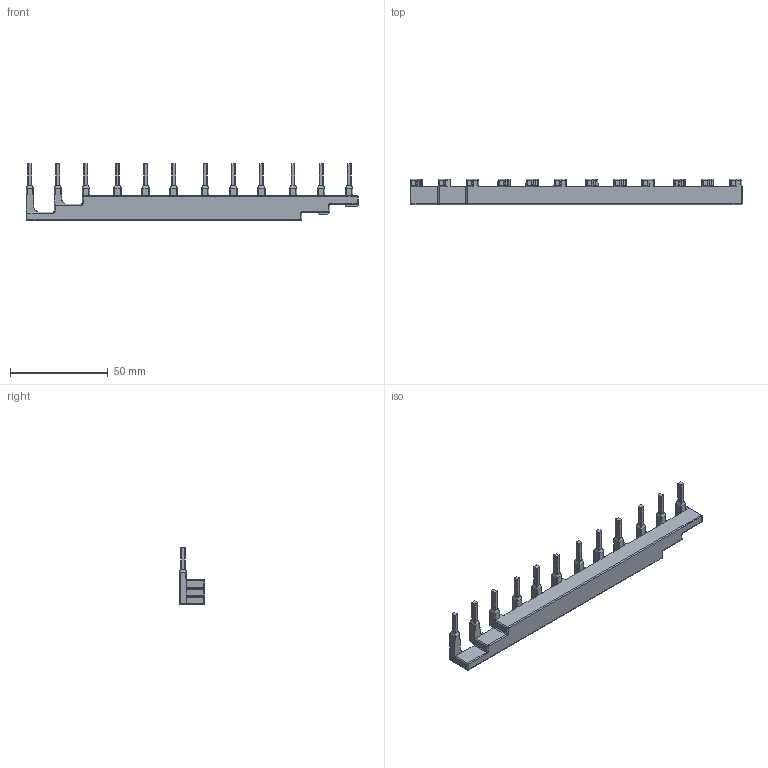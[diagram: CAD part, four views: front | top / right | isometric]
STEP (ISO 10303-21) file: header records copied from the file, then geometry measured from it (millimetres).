
FILE_DESCRIPTION((''),'2;1');
FILE_NAME('PRT0001','2021-08-17T13:50:39',('PKLande'),('Rockwell Automation'),'CREO PARAMETRIC BY PTC INC, 2020281','CREO PARAMETRIC BY PTC INC, 2020281','');
FILE_SCHEMA(('CONFIG_CONTROL_DESIGN'));
Length unit declared in the file: millimetre
Products named in the file (1): PRT0001
Bounding box: 170.2 x 13.25 x 29.2 mm (x, y, z)
Volume: 20223.4 mm3; surface area: 10159.6 mm2
Topology: 1 solids, 1 shells, 756 faces, 1894 edges, 1152 vertices
Faces by surface type: cylinder 328, plane 263, bspline 77, sphere 62, torus 18, cone 8
Entity records: 25598 total; most frequent: CARTESIAN_POINT 8296, ORIENTED_EDGE 3788, DIRECTION 3369, EDGE_CURVE 1894, AXIS2_PLACEMENT_3D 1181, VERTEX_POINT 1152, VECTOR 1007, LINE 1007
